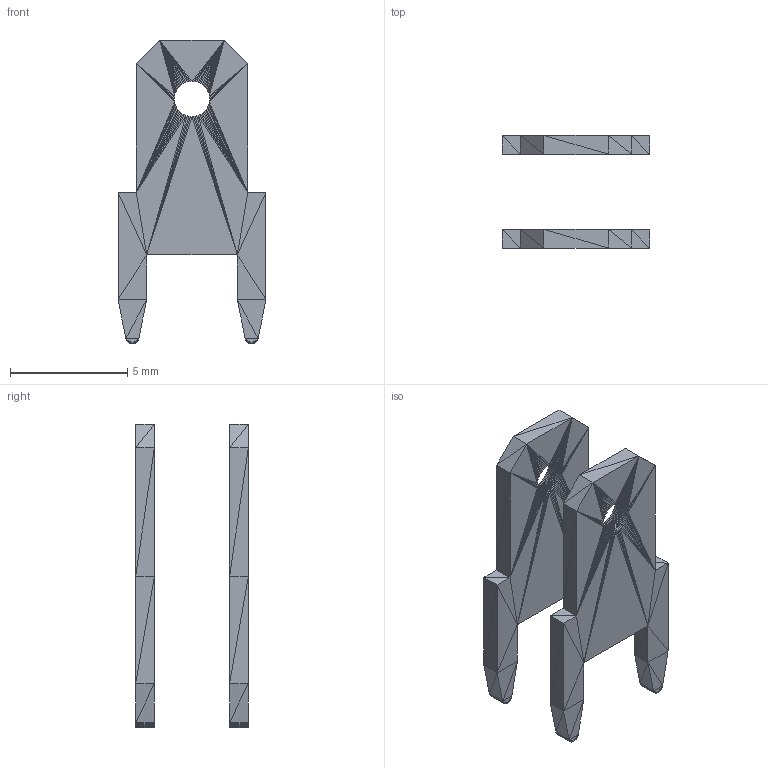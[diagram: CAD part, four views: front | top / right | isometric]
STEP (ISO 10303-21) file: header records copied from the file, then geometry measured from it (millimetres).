
FILE_DESCRIPTION(('FreeCAD Model'),'2;1');
FILE_NAME('Fusion.step', '2020-03-08T18:27:26',('kicad StepUp'),('ksu MCAD'), 'Open CASCADE STEP processor 7.3','FreeCAD','Unknown');
FILE_SCHEMA(('CONFIG_CONTROL_DESIGN','SHAPE_APPEARANCE_LAYER_MIM'));
Length unit declared in the file: millimetre
Products named in the file (1): Fusion
Bounding box: 6.3 x 4.8 x 12.93 mm (x, y, z)
Surface area: 286.9 mm2 (no closed solid volume)
Topology: 0 solids, 2 shells, 1024 faces, 1536 edges, 512 vertices
Faces by surface type: plane 1024
Entity records: 27194 total; most frequent: DIRECTION 3586, CARTESIAN_POINT 3073, ORIENTED_EDGE 3072, EDGE_CURVE 1536, LINE 1536, VECTOR 1536, AXIS2_PLACEMENT_3D 1025, ADVANCED_FACE 1024
